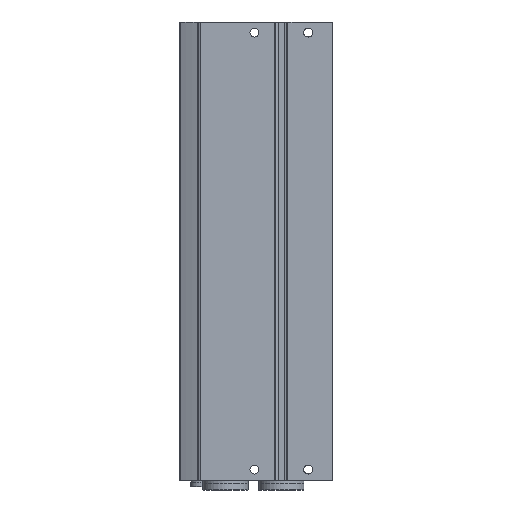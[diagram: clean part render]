
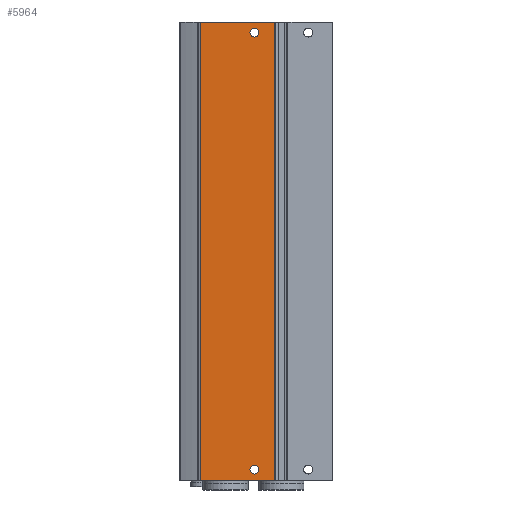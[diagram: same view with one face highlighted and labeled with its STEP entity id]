
A CAD part, front view. The second image highlights one B-rep face of the part: STEP entity #5964.
In plain terms, the highlighted planar face has unit normal (0, -1, 0).
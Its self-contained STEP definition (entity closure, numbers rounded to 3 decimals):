
#301=PLANE('',#6449);
#490=CIRCLE('',#6450,3.15);
#491=CIRCLE('',#6451,3.15);
#943=ORIENTED_EDGE('',*,*,#2447,.F.);
#944=ORIENTED_EDGE('',*,*,#2448,.F.);
#945=ORIENTED_EDGE('',*,*,#2449,.F.);
#946=ORIENTED_EDGE('',*,*,#2446,.F.);
#947=ORIENTED_EDGE('',*,*,#2450,.T.);
#948=ORIENTED_EDGE('',*,*,#2451,.T.);
#2446=EDGE_CURVE('',#3195,#3194,#3753,.T.);
#2447=EDGE_CURVE('',#3196,#3196,#490,.T.);
#2448=EDGE_CURVE('',#3197,#3197,#491,.T.);
#2449=EDGE_CURVE('',#3194,#3198,#3754,.T.);
#2450=EDGE_CURVE('',#3195,#3199,#3755,.T.);
#2451=EDGE_CURVE('',#3199,#3198,#3756,.T.);
#3194=VERTEX_POINT('',#9685);
#3195=VERTEX_POINT('',#9687);
#3196=VERTEX_POINT('',#9691);
#3197=VERTEX_POINT('',#9693);
#3198=VERTEX_POINT('',#9695);
#3199=VERTEX_POINT('',#9697);
#3753=LINE('',#9688,#4118);
#3754=LINE('',#9694,#4119);
#3755=LINE('',#9696,#4120);
#3756=LINE('',#9698,#4121);
#4118=VECTOR('',#7287,1000.);
#4119=VECTOR('',#7294,1000.);
#4120=VECTOR('',#7295,1000.);
#4121=VECTOR('',#7296,1000.);
#4494=EDGE_LOOP('',(#943));
#4495=EDGE_LOOP('',(#944));
#4496=EDGE_LOOP('',(#945,#946,#947,#948));
#5165=FACE_BOUND('',#4494,.T.);
#5166=FACE_BOUND('',#4495,.T.);
#5167=FACE_BOUND('',#4496,.T.);
#5964=ADVANCED_FACE('',(#5165,#5166,#5167),#301,.T.);
#6449=AXIS2_PLACEMENT_3D('',#9689,#7288,#7289);
#6450=AXIS2_PLACEMENT_3D('',#9690,#7290,#7291);
#6451=AXIS2_PLACEMENT_3D('',#9692,#7292,#7293);
#7287=DIRECTION('',(0.,0.,1.));
#7288=DIRECTION('',(0.,-1.,0.));
#7289=DIRECTION('',(0.,0.,-1.));
#7290=DIRECTION('',(0.,-1.,0.));
#7291=DIRECTION('',(0.,0.,-1.));
#7292=DIRECTION('',(0.,-1.,0.));
#7293=DIRECTION('',(0.,0.,-1.));
#7294=DIRECTION('',(1.,0.,0.));
#7295=DIRECTION('',(1.,0.,0.));
#7296=DIRECTION('',(0.,0.,1.));
#9685=CARTESIAN_POINT('',(-57.5,0.,0.));
#9687=CARTESIAN_POINT('',(-57.5,0.,-324.));
#9688=CARTESIAN_POINT('',(-57.5,0.,-324.));
#9689=CARTESIAN_POINT('',(-57.5,0.,-324.));
#9690=CARTESIAN_POINT('',(-19.,0.,-316.5));
#9691=CARTESIAN_POINT('',(-19.,0.,-319.65));
#9692=CARTESIAN_POINT('',(-19.,0.,-7.5));
#9693=CARTESIAN_POINT('',(-19.,0.,-10.65));
#9694=CARTESIAN_POINT('',(-57.5,0.,0.));
#9695=CARTESIAN_POINT('',(-4.7,0.,0.));
#9696=CARTESIAN_POINT('',(-57.5,0.,-324.));
#9697=CARTESIAN_POINT('',(-4.7,0.,-324.));
#9698=CARTESIAN_POINT('',(-4.7,0.,-324.));
